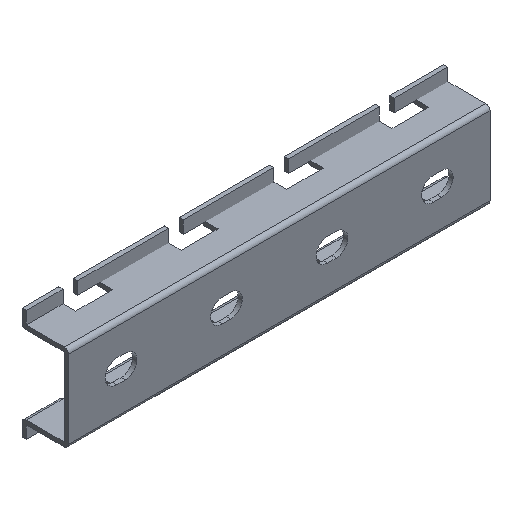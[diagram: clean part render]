
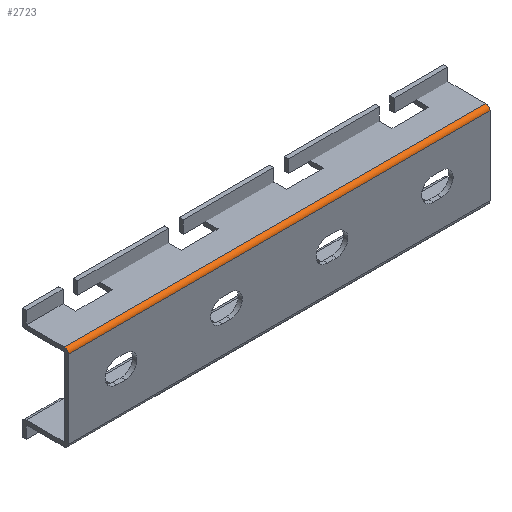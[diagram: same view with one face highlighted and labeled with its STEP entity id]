
A CAD part, isometric view. The second image highlights one B-rep face of the part: STEP entity #2723.
In plain terms, the highlighted cylindrical face has radius 2 mm (diameter 4 mm), a partial arc.
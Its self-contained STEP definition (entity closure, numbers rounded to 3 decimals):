
#61 = ORIENTED_EDGE ( 'NONE', *, *, #434, .T. ) ;
#89 = CARTESIAN_POINT ( 'NONE',  ( 0., 2., 18.5 ) ) ;
#203 = DIRECTION ( 'NONE',  ( 0., 0., -1. ) ) ;
#253 = CARTESIAN_POINT ( 'NONE',  ( 200., 2., 18.5 ) ) ;
#418 = EDGE_LOOP ( 'NONE', ( #740, #2743, #455, #61 ) ) ;
#428 = AXIS2_PLACEMENT_3D ( 'NONE', #253, #560, #3755 ) ;
#434 = EDGE_CURVE ( 'NONE', #2308, #3174, #1198, .T. ) ;
#455 = ORIENTED_EDGE ( 'NONE', *, *, #2119, .F. ) ;
#560 = DIRECTION ( 'NONE',  ( -1., 0., 0. ) ) ;
#570 = CARTESIAN_POINT ( 'NONE',  ( 0., 2., 20.5 ) ) ;
#740 = ORIENTED_EDGE ( 'NONE', *, *, #2625, .T. ) ;
#771 = FACE_OUTER_BOUND ( 'NONE', #418, .T. ) ;
#1198 = LINE ( 'NONE', #2405, #1996 ) ;
#1283 = DIRECTION ( 'NONE',  ( 0., 0., -1. ) ) ;
#1305 = DIRECTION ( 'NONE',  ( 1., 0., 0. ) ) ;
#1349 = CARTESIAN_POINT ( 'NONE',  ( 200., 0., 18.5 ) ) ;
#1600 = EDGE_CURVE ( 'NONE', #2226, #2607, #2707, .T. ) ;
#1666 = CIRCLE ( 'NONE', #3151, 2. ) ;
#1810 = DIRECTION ( 'NONE',  ( -1., 0., 0. ) ) ;
#1842 = VECTOR ( 'NONE', #3556, 1000. ) ;
#1931 = CARTESIAN_POINT ( 'NONE',  ( 0., 0., 18.5 ) ) ;
#1994 = CARTESIAN_POINT ( 'NONE',  ( 200., 2., 20.5 ) ) ;
#1996 = VECTOR ( 'NONE', #1810, 1000. ) ;
#2119 = EDGE_CURVE ( 'NONE', #2308, #2226, #3200, .T. ) ;
#2226 = VERTEX_POINT ( 'NONE', #1349 ) ;
#2308 = VERTEX_POINT ( 'NONE', #1994 ) ;
#2405 = CARTESIAN_POINT ( 'NONE',  ( 200., 2., 20.5 ) ) ;
#2607 = VERTEX_POINT ( 'NONE', #1931 ) ;
#2614 = CARTESIAN_POINT ( 'NONE',  ( 200., 2., 18.5 ) ) ;
#2625 = EDGE_CURVE ( 'NONE', #3174, #2607, #1666, .T. ) ;
#2707 = LINE ( 'NONE', #3592, #1842 ) ;
#2723 = ADVANCED_FACE ( 'NONE', ( #771 ), #3445, .T. ) ;
#2743 = ORIENTED_EDGE ( 'NONE', *, *, #1600, .F. ) ;
#2862 = DIRECTION ( 'NONE',  ( 1., 0., 0. ) ) ;
#3151 = AXIS2_PLACEMENT_3D ( 'NONE', #89, #1305, #1283 ) ;
#3174 = VERTEX_POINT ( 'NONE', #570 ) ;
#3200 = CIRCLE ( 'NONE', #3815, 2. ) ;
#3445 = CYLINDRICAL_SURFACE ( 'NONE', #428, 2. ) ;
#3556 = DIRECTION ( 'NONE',  ( -1., 0., 0. ) ) ;
#3592 = CARTESIAN_POINT ( 'NONE',  ( 200., 0., 18.5 ) ) ;
#3755 = DIRECTION ( 'NONE',  ( 0., 0., 1. ) ) ;
#3815 = AXIS2_PLACEMENT_3D ( 'NONE', #2614, #2862, #203 ) ;
